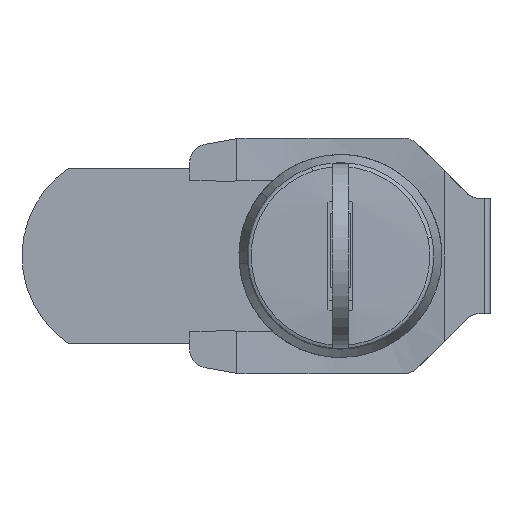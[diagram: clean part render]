
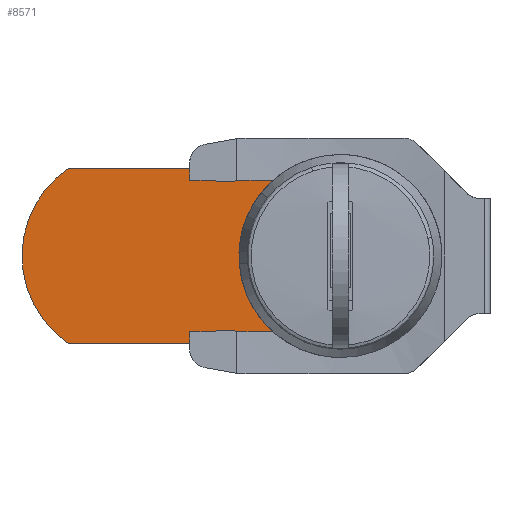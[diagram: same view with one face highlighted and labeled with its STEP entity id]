
A CAD part, front view. The second image highlights one B-rep face of the part: STEP entity #8571.
In plain terms, the highlighted free-form (B-spline) face has degree [1, 1] with [2, 2] control points.
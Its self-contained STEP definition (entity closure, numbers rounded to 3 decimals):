
#8403=CARTESIAN_POINT('',(22.101,3.5,-3.5));
#8404=VERTEX_POINT('',#8403);
#8405=CARTESIAN_POINT('',(22.101,-3.5,-3.5));
#8406=VERTEX_POINT('',#8405);
#8407=CARTESIAN_POINT('',(22.101,3.5,-3.5));
#8408=CARTESIAN_POINT('',(22.101,-3.5,-3.5));
#8409=QUASI_UNIFORM_CURVE('',1,(#8407,#8408),.UNSPECIFIED.,.F.,.U.);
#8410=EDGE_CURVE('',#8404,#8406,#8409,.T.);
#8439=CARTESIAN_POINT('',(22.101,3.5,3.5));
#8440=VERTEX_POINT('',#8439);
#8441=CARTESIAN_POINT('',(22.101,3.5,3.5));
#8442=CARTESIAN_POINT('',(22.101,3.5,-3.5));
#8443=QUASI_UNIFORM_CURVE('',1,(#8441,#8442),.UNSPECIFIED.,.F.,.U.);
#8444=EDGE_CURVE('',#8440,#8404,#8443,.T.);
#8467=CARTESIAN_POINT('',(22.101,-3.5,3.5));
#8468=VERTEX_POINT('',#8467);
#8469=CARTESIAN_POINT('',(22.101,-3.5,3.5));
#8470=CARTESIAN_POINT('',(22.101,3.5,3.5));
#8471=QUASI_UNIFORM_CURVE('',1,(#8469,#8470),.UNSPECIFIED.,.F.,.U.);
#8472=EDGE_CURVE('',#8468,#8440,#8471,.T.);
#8495=CARTESIAN_POINT('',(22.101,-3.5,-3.5));
#8496=CARTESIAN_POINT('',(22.101,-3.5,3.5));
#8497=QUASI_UNIFORM_CURVE('',1,(#8495,#8496),.UNSPECIFIED.,.F.,.U.);
#8498=EDGE_CURVE('',#8406,#8468,#8497,.T.);
#8510=CARTESIAN_POINT('',(22.101,-10.123,10.449));
#8511=CARTESIAN_POINT('',(22.101,36.623,10.449));
#8512=CARTESIAN_POINT('',(22.101,-10.123,-10.449));
#8513=CARTESIAN_POINT('',(22.101,36.623,-10.449));
#8514=B_SPLINE_SURFACE_WITH_KNOTS('',1,1,((#8510,#8512),(#8511,#8513)),.UNSPECIFIED.,.F.,.F.,.U.,(2,2),(2,2),(0.0,46.746),(0.0,20.898),.UNSPECIFIED.);
#8515=CARTESIAN_POINT('',(22.101,29.481,-9.5));
#8516=VERTEX_POINT('',#8515);
#8517=CARTESIAN_POINT('',(22.101,29.481,9.5));
#8518=VERTEX_POINT('',#8517);
#8519=CARTESIAN_POINT('',(22.101,29.481,-9.5));
#8520=CARTESIAN_POINT('',(22.101,34.5,-6.076));
#8521=CARTESIAN_POINT('',(22.101,34.5,0.));
#8522=CARTESIAN_POINT('',(22.101,34.5,6.076));
#8523=CARTESIAN_POINT('',(22.101,29.481,9.5));
#8531=(BOUNDED_CURVE()B_SPLINE_CURVE(2,(#8519,#8520,#8521,#8522,#8523),.UNSPECIFIED.,.F.,.U.)B_SPLINE_CURVE_WITH_KNOTS((3,2,3),(0.0,0.5,1.0),.UNSPECIFIED.)CURVE()GEOMETRIC_REPRESENTATION_ITEM()RATIONAL_B_SPLINE_CURVE((1.0,0.884,1.0,0.884,1.0))REPRESENTATION_ITEM(''));
#8532=EDGE_CURVE('',#8516,#8518,#8531,.T.);
#8533=ORIENTED_EDGE('',*,*,#8532,.F.);
#8534=CARTESIAN_POINT('',(22.101,-2.981,-9.5));
#8535=VERTEX_POINT('',#8534);
#8536=CARTESIAN_POINT('',(22.101,-2.981,-9.5));
#8537=CARTESIAN_POINT('',(22.101,29.481,-9.5));
#8538=QUASI_UNIFORM_CURVE('',1,(#8536,#8537),.UNSPECIFIED.,.F.,.U.);
#8539=EDGE_CURVE('',#8535,#8516,#8538,.T.);
#8540=ORIENTED_EDGE('',*,*,#8539,.F.);
#8541=CARTESIAN_POINT('',(22.101,-2.981,9.5));
#8542=VERTEX_POINT('',#8541);
#8543=CARTESIAN_POINT('',(22.101,-2.981,9.5));
#8544=CARTESIAN_POINT('',(22.101,-8.,6.076));
#8545=CARTESIAN_POINT('',(22.101,-8.0,0.));
#8546=CARTESIAN_POINT('',(22.101,-8.,-6.076));
#8547=CARTESIAN_POINT('',(22.101,-2.981,-9.5));
#8555=(BOUNDED_CURVE()B_SPLINE_CURVE(2,(#8543,#8544,#8545,#8546,#8547),.UNSPECIFIED.,.F.,.U.)B_SPLINE_CURVE_WITH_KNOTS((3,2,3),(0.0,0.5,1.0),.UNSPECIFIED.)CURVE()GEOMETRIC_REPRESENTATION_ITEM()RATIONAL_B_SPLINE_CURVE((1.0,0.884,1.0,0.884,1.0))REPRESENTATION_ITEM(''));
#8556=EDGE_CURVE('',#8542,#8535,#8555,.T.);
#8557=ORIENTED_EDGE('',*,*,#8556,.F.);
#8558=CARTESIAN_POINT('',(22.101,29.481,9.5));
#8559=CARTESIAN_POINT('',(22.101,-2.981,9.5));
#8560=QUASI_UNIFORM_CURVE('',1,(#8558,#8559),.UNSPECIFIED.,.F.,.U.);
#8561=EDGE_CURVE('',#8518,#8542,#8560,.T.);
#8562=ORIENTED_EDGE('',*,*,#8561,.F.);
#8563=EDGE_LOOP('',(#8533,#8540,#8557,#8562));
#8564=FACE_OUTER_BOUND('',#8563,.T.);
#8565=ORIENTED_EDGE('',*,*,#8472,.F.);
#8566=ORIENTED_EDGE('',*,*,#8498,.F.);
#8567=ORIENTED_EDGE('',*,*,#8410,.F.);
#8568=ORIENTED_EDGE('',*,*,#8444,.F.);
#8569=EDGE_LOOP('',(#8565,#8566,#8567,#8568));
#8570=FACE_BOUND('',#8569,.T.);
#8571=ADVANCED_FACE('',(#8564,#8570),#8514,.T.);
